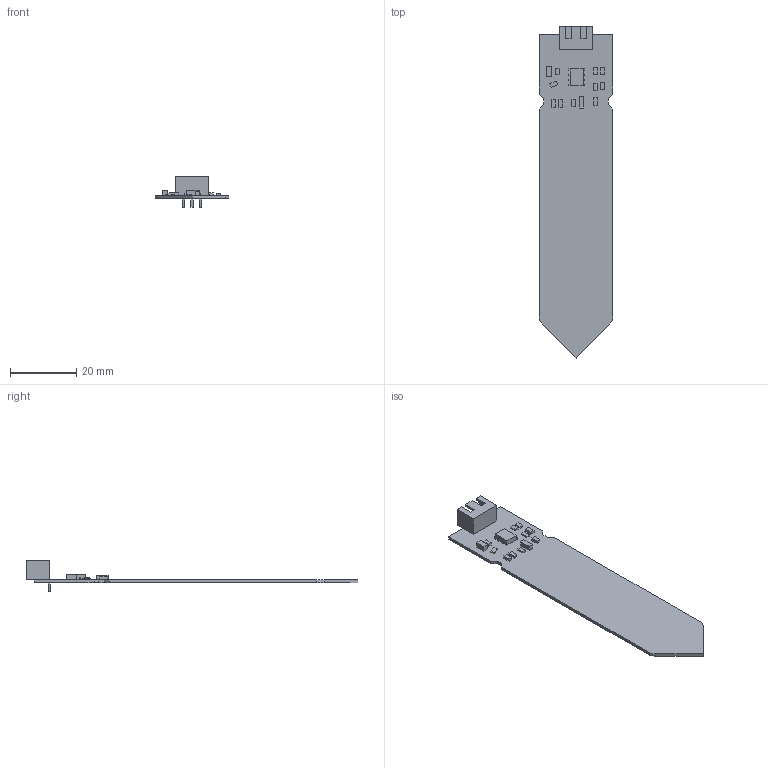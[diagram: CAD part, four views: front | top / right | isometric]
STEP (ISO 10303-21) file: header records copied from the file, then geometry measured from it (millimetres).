
FILE_DESCRIPTION (( 'STEP AP214' ), '1' );
FILE_NAME ('Capacative Soil Moisture Sensor v1.2.STEP', '2020-12-21T11:04:19', ( '' ), ( '' ), 'SwSTEP 2.0', 'SolidWorks 2020', '' );
FILE_SCHEMA (( 'AUTOMOTIVE_DESIGN' ));
Length unit declared in the file: millimetre
Products named in the file (1): Capacative Soil Moisture Sensor v1.2
Bounding box: 22.23 x 100 x 9.2 mm (x, y, z)
Volume: 2101.3 mm3; surface area: 4982.5 mm2
Topology: 26 solids, 26 shells, 179 faces, 381 edges, 254 vertices
Faces by surface type: plane 177, cylinder 2
Entity records: 5242 total; most frequent: CARTESIAN_POINT 815, ORIENTED_EDGE 762, DIRECTION 745, EDGE_CURVE 381, LINE 377, VECTOR 377, VERTEX_POINT 254, AXIS2_PLACEMENT_3D 184
